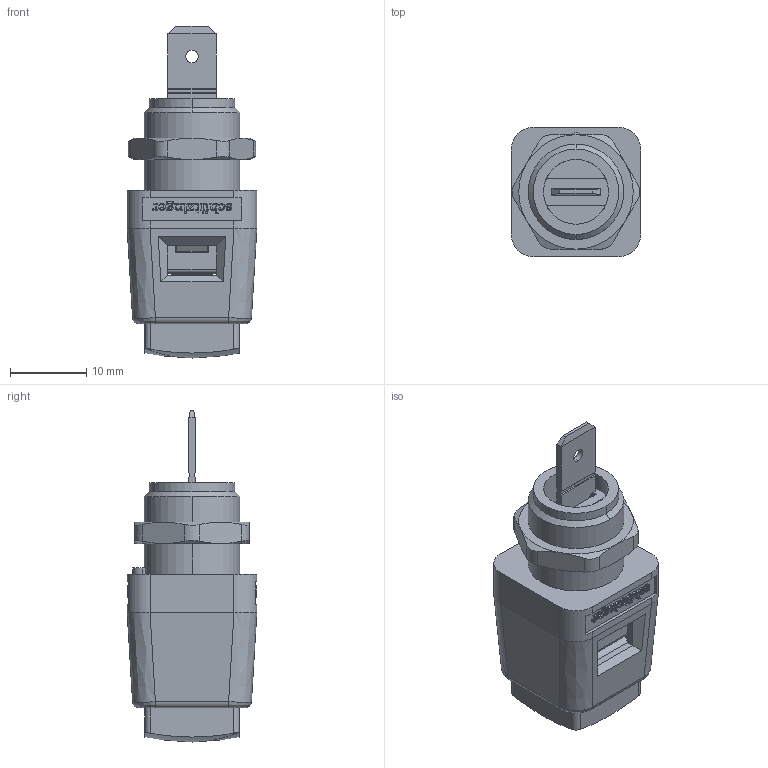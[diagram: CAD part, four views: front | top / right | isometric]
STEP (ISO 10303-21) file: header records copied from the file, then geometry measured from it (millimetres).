
FILE_DESCRIPTION((''),'2;1');
FILE_NAME('1116_ESD498_ASM','2014-11-10T',('wahe'),(''),'PRO/ENGINEER BY PARAMETRIC TECHNOLOGY CORPORATION, 2013230','PRO/ENGINEER BY PARAMETRIC TECHNOLOGY CORPORATION, 2013230','');
FILE_SCHEMA(('CONFIG_CONTROL_DESIGN'));
Products named in the file (1): 1116_ESD498_ASM
Bounding box: 17 x 17 x 43.5 mm (x, y, z)
Surface area: 6435.5 mm2 (no closed solid volume)
Topology: 0 solids, 6 shells, 1298 faces, 3635 edges, 2353 vertices
Faces by surface type: extrusion 624, plane 481, cylinder 89, bspline 80, cone 20, torus 2, sphere 2
Entity records: 80652 total; most frequent: CARTESIAN_POINT 28470, ORIENTED_EDGE 7218, PRESENTATION_STYLE_ASSIGNMENT 5537, STYLED_ITEM 4239, CURVE_STYLE 4233, DIRECTION 4203, EDGE_CURVE 3609, VECTOR 2533
